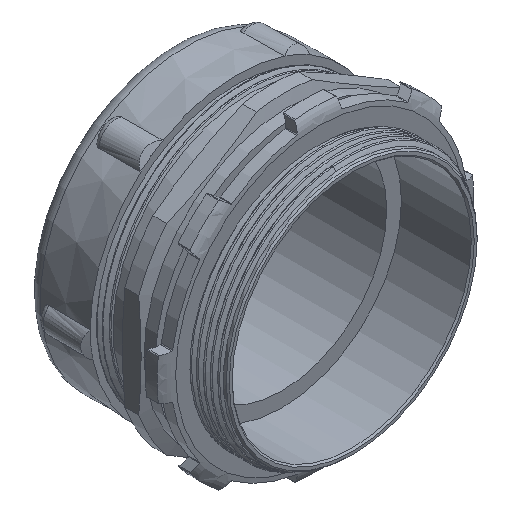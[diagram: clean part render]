
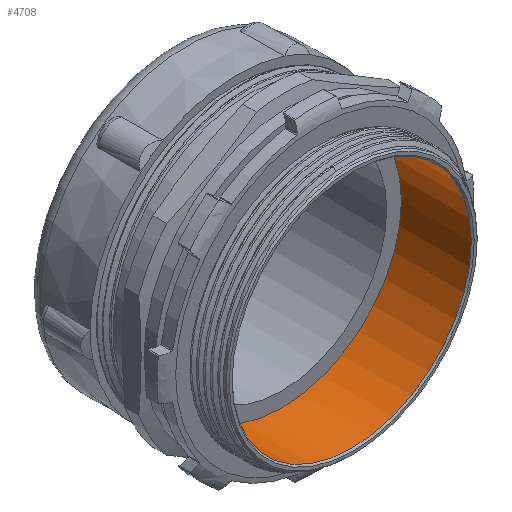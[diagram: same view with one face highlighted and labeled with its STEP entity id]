
A CAD part, isometric view. The second image highlights one B-rep face of the part: STEP entity #4708.
In plain terms, the highlighted cylindrical face has radius 40.245 mm (diameter 80.49 mm), a full revolution.
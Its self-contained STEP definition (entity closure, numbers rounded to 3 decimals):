
#355=FACE_OUTER_BOUND('',#624,.T.);
#624=EDGE_LOOP('',(#3563,#3564,#3565,#3566,#3567));
#1095=LINE('',#11371,#1381);
#1381=VECTOR('',#5774,40.245);
#1589=CIRCLE('',#4902,40.245);
#1683=CIRCLE('',#5094,40.245);
#1684=CIRCLE('',#5095,40.245);
#1774=VERTEX_POINT('',#6844);
#1973=VERTEX_POINT('',#11362);
#1974=VERTEX_POINT('',#11364);
#2240=EDGE_CURVE('',#1774,#1774,#1589,.T.);
#2545=EDGE_CURVE('',#1973,#1974,#1683,.T.);
#2546=EDGE_CURVE('',#1974,#1973,#1684,.T.);
#2548=EDGE_CURVE('',#1774,#1974,#1095,.T.);
#3563=ORIENTED_EDGE('',*,*,#2240,.F.);
#3564=ORIENTED_EDGE('',*,*,#2548,.T.);
#3565=ORIENTED_EDGE('',*,*,#2545,.F.);
#3566=ORIENTED_EDGE('',*,*,#2546,.F.);
#3567=ORIENTED_EDGE('',*,*,#2548,.F.);
#4316=CYLINDRICAL_SURFACE('',#5098,40.245);
#4708=ADVANCED_FACE('',(#355),#4316,.F.);
#4902=AXIS2_PLACEMENT_3D('',#6845,#5302,#5303);
#5094=AXIS2_PLACEMENT_3D('',#11365,#5764,#5765);
#5095=AXIS2_PLACEMENT_3D('',#11366,#5766,#5767);
#5098=AXIS2_PLACEMENT_3D('',#11370,#5772,#5773);
#5302=DIRECTION('center_axis',(0.,-1.,0.));
#5303=DIRECTION('ref_axis',(1.,0.,0.));
#5764=DIRECTION('center_axis',(0.,1.,0.));
#5765=DIRECTION('ref_axis',(1.,0.,0.));
#5766=DIRECTION('center_axis',(0.,1.,0.));
#5767=DIRECTION('ref_axis',(1.,0.,0.));
#5772=DIRECTION('center_axis',(0.,1.,0.));
#5773=DIRECTION('ref_axis',(-1.,0.,0.));
#5774=DIRECTION('',(0.,-1.,0.));
#6844=CARTESIAN_POINT('',(187.792,4.011,153.303));
#6845=CARTESIAN_POINT('Origin',(147.547,4.011,153.303));
#11362=CARTESIAN_POINT('',(107.302,-19.489,153.303));
#11364=CARTESIAN_POINT('',(187.792,-19.489,153.303));
#11365=CARTESIAN_POINT('Origin',(147.547,-19.489,153.303));
#11366=CARTESIAN_POINT('Origin',(147.547,-19.489,153.303));
#11370=CARTESIAN_POINT('Origin',(147.547,-7.739,153.303));
#11371=CARTESIAN_POINT('',(187.792,-7.739,153.303));
